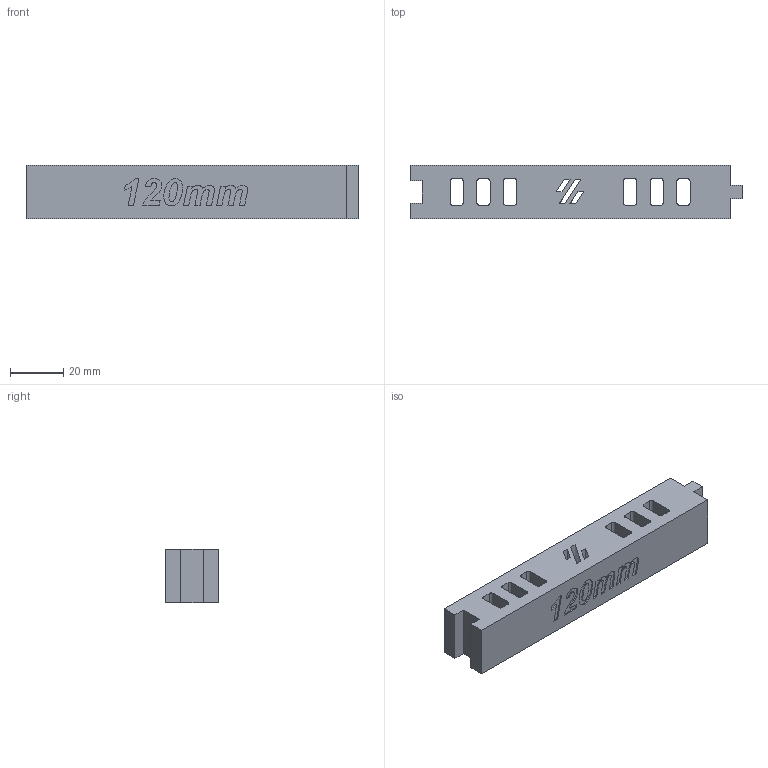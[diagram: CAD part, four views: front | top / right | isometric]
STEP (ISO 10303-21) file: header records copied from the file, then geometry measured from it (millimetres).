
FILE_DESCRIPTION(/* description */ (''),/* implementation_level */ '2;1');
FILE_NAME(/* name */ 'Gantry Support.step',/* time_stamp */ '2023-03-12T20:32:41-05:00',/* author */ (''),/* organization */ (''),/* preprocessor_version */ 'ST-DEVELOPER v19.2',/* originating_system */ 'Autodesk Translation Framework v11.17.0.187',/* authorisation */ '');
FILE_SCHEMA (('AUTOMOTIVE_DESIGN { 1 0 10303 214 3 1 1 }'));
Length unit declared in the file: millimetre
Products named in the file (1): Gantry Support
Bounding box: 124.5 x 20 x 20 mm (x, y, z)
Volume: 40790.2 mm3; surface area: 14827.4 mm2
Topology: 1 solids, 1 shells, 312 faces, 894 edges, 596 vertices
Faces by surface type: bspline 164, plane 124, cylinder 24
Entity records: 11735 total; most frequent: CARTESIAN_POINT 4591, ORIENTED_EDGE 1788, DIRECTION 912, EDGE_CURVE 894, VERTEX_POINT 596, LINE 518, VECTOR 518, EDGE_LOOP 342
